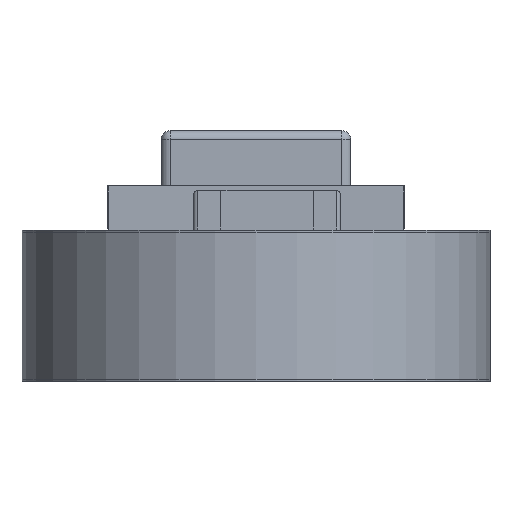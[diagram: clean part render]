
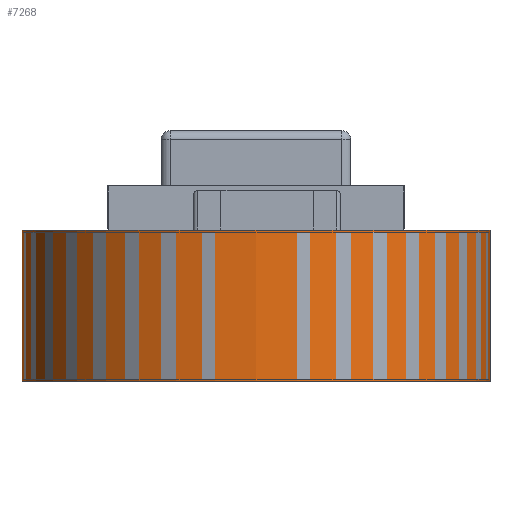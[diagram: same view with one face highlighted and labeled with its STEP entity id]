
A CAD part, front view. The second image highlights one B-rep face of the part: STEP entity #7268.
In plain terms, the highlighted cylindrical face has radius 2.54 mm (diameter 5.08 mm), a partial arc.
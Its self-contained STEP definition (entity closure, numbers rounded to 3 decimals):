
#7241 = EDGE_CURVE('',#7242,#7244,#7246,.T.);
#7242 = VERTEX_POINT('',#7243);
#7243 = CARTESIAN_POINT('',(2.54,0.,-1.62));
#7244 = VERTEX_POINT('',#7245);
#7245 = CARTESIAN_POINT('',(2.54,0.,0.02));
#7246 = LINE('',#7247,#7248);
#7247 = CARTESIAN_POINT('',(2.54,0.,-1.62));
#7248 = VECTOR('',#7249,1.);
#7249 = DIRECTION('',(0.,0.,1.));
#7268 = ADVANCED_FACE('',(#7269),#7296,.T.);
#7269 = FACE_BOUND('',#7270,.F.);
#7270 = EDGE_LOOP('',(#7271,#7272,#7281,#7289));
#7271 = ORIENTED_EDGE('',*,*,#7241,.T.);
#7272 = ORIENTED_EDGE('',*,*,#7273,.T.);
#7273 = EDGE_CURVE('',#7244,#7274,#7276,.T.);
#7274 = VERTEX_POINT('',#7275);
#7275 = CARTESIAN_POINT('',(-2.54,0.,0.02));
#7276 = CIRCLE('',#7277,2.54);
#7277 = AXIS2_PLACEMENT_3D('',#7278,#7279,#7280);
#7278 = CARTESIAN_POINT('',(0.,0.,0.02));
#7279 = DIRECTION('',(0.,0.,1.));
#7280 = DIRECTION('',(1.,0.,0.));
#7281 = ORIENTED_EDGE('',*,*,#7282,.F.);
#7282 = EDGE_CURVE('',#7283,#7274,#7285,.T.);
#7283 = VERTEX_POINT('',#7284);
#7284 = CARTESIAN_POINT('',(-2.54,0.,-1.62));
#7285 = LINE('',#7286,#7287);
#7286 = CARTESIAN_POINT('',(-2.54,0.,-1.62));
#7287 = VECTOR('',#7288,1.);
#7288 = DIRECTION('',(0.,0.,1.));
#7289 = ORIENTED_EDGE('',*,*,#7290,.F.);
#7290 = EDGE_CURVE('',#7242,#7283,#7291,.T.);
#7291 = CIRCLE('',#7292,2.54);
#7292 = AXIS2_PLACEMENT_3D('',#7293,#7294,#7295);
#7293 = CARTESIAN_POINT('',(0.,0.,-1.62));
#7294 = DIRECTION('',(0.,0.,1.));
#7295 = DIRECTION('',(1.,0.,0.));
#7296 = CYLINDRICAL_SURFACE('',#7297,2.54);
#7297 = AXIS2_PLACEMENT_3D('',#7298,#7299,#7300);
#7298 = CARTESIAN_POINT('',(0.,0.,-1.62));
#7299 = DIRECTION('',(-0.,-0.,-1.));
#7300 = DIRECTION('',(1.,0.,0.));
